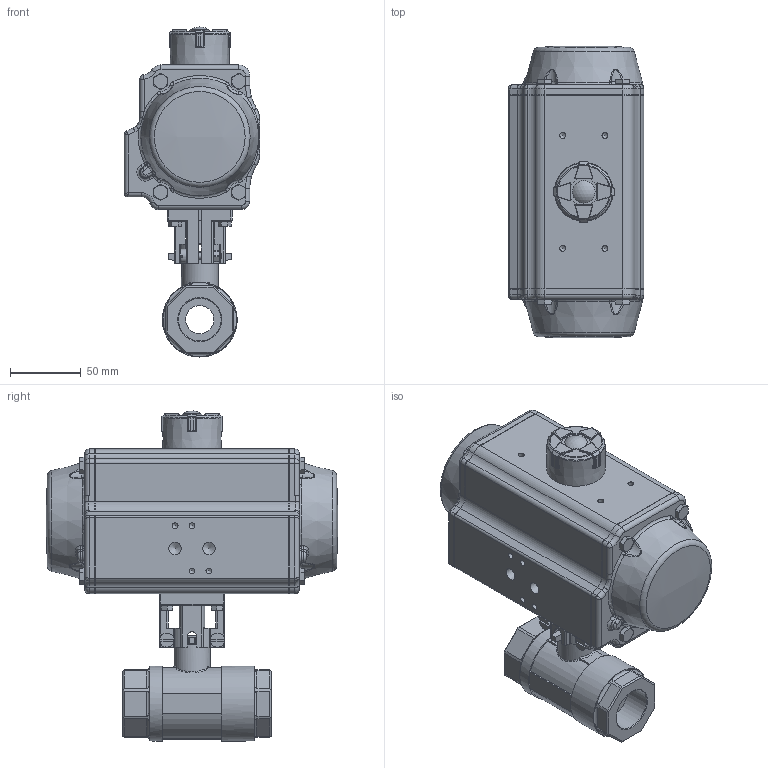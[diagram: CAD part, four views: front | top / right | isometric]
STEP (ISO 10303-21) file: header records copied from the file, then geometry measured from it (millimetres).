
FILE_DESCRIPTION(/* description */ ('Unknown'),/* implementation_level */ '2;1');
FILE_NAME(/* name */ 'FR03 0814-06',/* time_stamp */ '2022-10-18T11:32:36+02:00',/* author */ ('Unknown'),/* organization */ ('Unknown'),/* preprocessor_version */ 'ST-DEVELOPER v16.7',/* originating_system */ 'Solid Edge',/* authorisation */ 'Unknown');
FILE_SCHEMA (('AUTOMOTIVE_DESIGN {1 0 10303 214 3 1 1}'));
Length unit declared in the file: millimetre
Products named in the file (15): DW20-2.520.025; DIN558 M5x16; Befestigungsflansch_F05; 2.520.025; Spindeladapter SW 9, Aufbau Backen f. 2.520.012; DW04_FR03_(DW70_FR52); ____; ________(___________; _____________; ______; hex head bolts-full thread grade c gb_GB_FASTENER_BOLT_HHBFTC M6X20-N; cup head nib bolts with large head gb_GB_FASTENER_BOLT_CHNBW M6X25-N; KP-75; ISO1207_M5x25; DIN934_M5
Assembly tree (29 placements, depth 4):
  DW20-2.520.025
    DIN558 M5x16  x4
    Befestigungsflansch_F05  x2
    2.520.025
    Spindeladapter SW 9, Aufbau Backen f. 2.520.012
    DW04_FR03_(DW70_FR52)
      ____
        ________(___________  x2
        _____________  x2
        ______
      hex head bolts-full thread grade c gb_GB_FASTENER_BOLT_HHBFTC M6X20-N  x8
      cup head nib bolts with large head gb_GB_FASTENER_BOLT_CHNBW M6X25-N
      KP-75
    ISO1207_M5x25  x2
    DIN934_M5  x2
Bounding box: 96 x 206.95 x 233.91 mm (x, y, z)
Volume: 1794411.9 mm3; surface area: 159749.2 mm2
Topology: 27 solids, 27 shells, 1296 faces, 3156 edges, 1928 vertices
Faces by surface type: plane 531, cylinder 375, cone 140, bspline 134, torus 95, sphere 21
Full cylindrical faces by diameter (mm): 3 x18, 3.3 x8, 4.134 x2, 4.2 x8, 4.66 x1, 5 x23, 6 x13, 6.2 x1, 6.8 x4, 8.8 x2, 10 x2, 18 x1, 20 x1, 21.8 x1, 24.6 x1, 26 x1, 30.291 x2, 32 x2, 38.5 x1, 53 x2
Entity records: 32150 total; most frequent: CARTESIAN_POINT 10210, DIRECTION 4242, ORIENTED_EDGE 4086, EDGE_CURVE 2043, AXIS2_PLACEMENT_3D 1624, VERTEX_POINT 1335, FACE_BOUND 1098, EDGE_LOOP 1071
